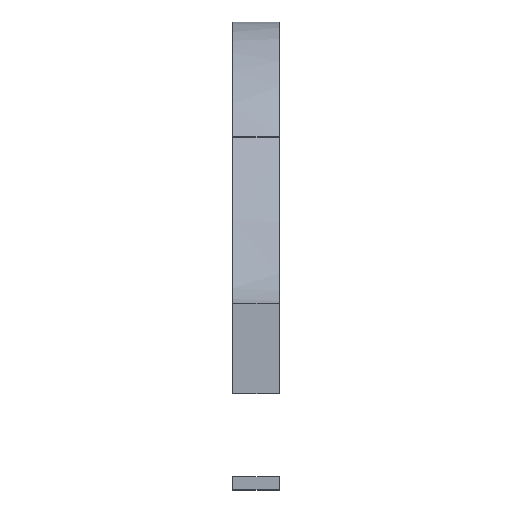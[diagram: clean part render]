
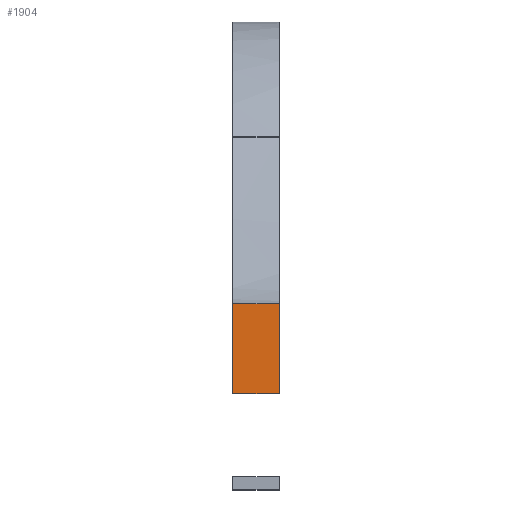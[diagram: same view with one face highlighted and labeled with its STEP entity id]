
A CAD part, front view. The second image highlights one B-rep face of the part: STEP entity #1904.
In plain terms, the highlighted planar face has unit normal (0, -1, 0).
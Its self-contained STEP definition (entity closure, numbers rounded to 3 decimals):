
#117=B_SPLINE_CURVE_WITH_KNOTS('',3,(#4017,#4018,#4019,#4020,#4021,#4022),
 .UNSPECIFIED.,.F.,.F.,(4,2,4),(0.69,2.415,4.14),
 .UNSPECIFIED.);
#118=B_SPLINE_CURVE_WITH_KNOTS('',3,(#4025,#4026,#4027,#4028,#4029,#4030),
 .UNSPECIFIED.,.F.,.F.,(4,2,4),(-4.14,-2.415,-0.69),
 .UNSPECIFIED.);
#183=PLANE('',#2049);
#261=FACE_OUTER_BOUND('',#382,.T.);
#382=EDGE_LOOP('',(#1463,#1464,#1465,#1466));
#503=LINE('',#3801,#637);
#505=LINE('',#4024,#639);
#637=VECTOR('',#2282,10.);
#639=VECTOR('',#2292,10.);
#863=VERTEX_POINT('',#3684);
#864=VERTEX_POINT('',#3800);
#869=VERTEX_POINT('',#4016);
#870=VERTEX_POINT('',#4023);
#1085=EDGE_CURVE('',#863,#864,#503,.F.);
#1091=EDGE_CURVE('',#869,#863,#117,.T.);
#1092=EDGE_CURVE('',#870,#869,#505,.T.);
#1093=EDGE_CURVE('',#864,#870,#118,.F.);
#1463=ORIENTED_EDGE('',*,*,#1091,.F.);
#1464=ORIENTED_EDGE('',*,*,#1092,.F.);
#1465=ORIENTED_EDGE('',*,*,#1093,.F.);
#1466=ORIENTED_EDGE('',*,*,#1085,.F.);
#1904=ADVANCED_FACE('',(#261),#183,.T.);
#2049=AXIS2_PLACEMENT_3D('',#4015,#2290,#2291);
#2282=DIRECTION('',(0.,0.,-1.));
#2290=DIRECTION('center_axis',(0.,-1.,0.));
#2291=DIRECTION('ref_axis',(0.,0.,1.));
#2292=DIRECTION('',(0.,0.,-1.));
#3684=CARTESIAN_POINT('',(-282.227,-377.369,-87.651));
#3800=CARTESIAN_POINT('',(-282.227,-377.369,-21.029));
#3801=CARTESIAN_POINT('',(-282.227,-377.369,-19.252));
#4015=CARTESIAN_POINT('Origin',(-279.727,-377.369,-88.336));
#4016=CARTESIAN_POINT('',(-247.727,-377.369,-87.651));
#4017=CARTESIAN_POINT('Ctrl Pts',(-247.727,-377.369,-87.651));
#4018=CARTESIAN_POINT('Ctrl Pts',(-253.477,-377.369,-87.651));
#4019=CARTESIAN_POINT('Ctrl Pts',(-259.227,-377.369,-87.651));
#4020=CARTESIAN_POINT('Ctrl Pts',(-270.727,-377.369,-87.651));
#4021=CARTESIAN_POINT('Ctrl Pts',(-276.477,-377.369,-87.651));
#4022=CARTESIAN_POINT('Ctrl Pts',(-282.227,-377.369,-87.651));
#4023=CARTESIAN_POINT('',(-247.727,-377.369,-21.029));
#4024=CARTESIAN_POINT('',(-247.727,-377.369,-19.252));
#4025=CARTESIAN_POINT('Ctrl Pts',(-247.727,-377.369,-21.029));
#4026=CARTESIAN_POINT('Ctrl Pts',(-253.477,-377.369,-21.029));
#4027=CARTESIAN_POINT('Ctrl Pts',(-259.227,-377.369,-21.029));
#4028=CARTESIAN_POINT('Ctrl Pts',(-270.727,-377.369,-21.029));
#4029=CARTESIAN_POINT('Ctrl Pts',(-276.477,-377.369,-21.029));
#4030=CARTESIAN_POINT('Ctrl Pts',(-282.227,-377.369,-21.029));
